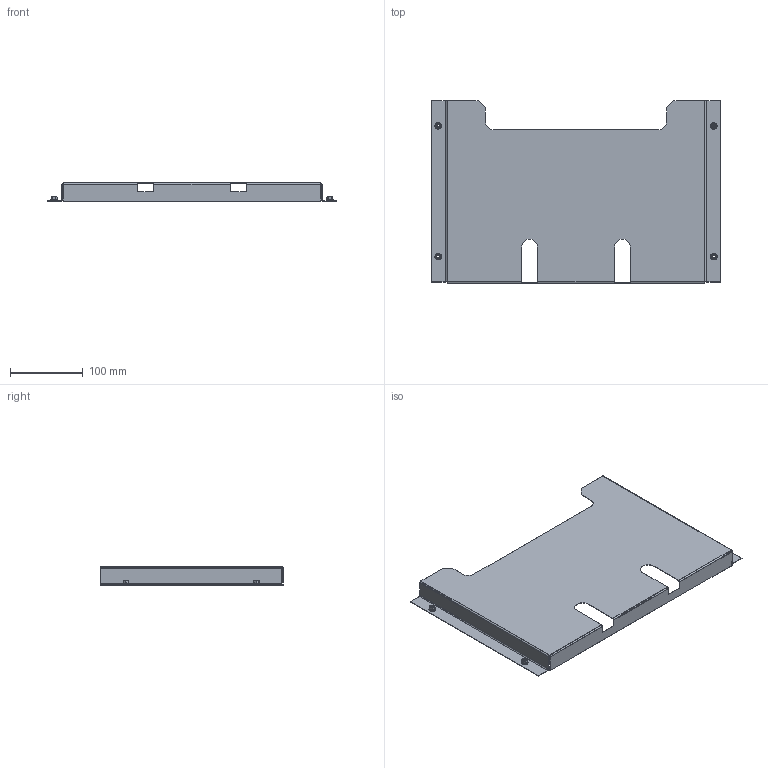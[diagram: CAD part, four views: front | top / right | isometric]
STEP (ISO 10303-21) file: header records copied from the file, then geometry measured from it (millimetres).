
FILE_DESCRIPTION (( 'STEP AP214' ), '1' );
FILE_NAME ('ADPM600 Êàðìàí äëÿ äîêóìåíòàöèè.step', '2020-11-05T13:36:15', ( '' ), ( '' ), 'SwSTEP 2.0', 'SolidWorks 2019', '' );
FILE_SCHEMA (( 'AUTOMOTIVE_DESIGN' ));
Length unit declared in the file: millimetre
Products named in the file (5): ﾘ琺矜 65ﾃ 019 ﾃﾎﾑﾒ 6402-70_4; Ãàéêà ÃÎÑÒ 5927-70_4.6G.5; ADPM600 Êàðìàí äëÿ äîêóìåíòàöèè; ﾘ琺矜 01.019 ﾃﾎﾑﾒ11371-78_4; AVT001.00.04.01 Êàðìàí äîêóìåíòîâ_èçâ0026_02.19_00
Assembly tree (13 placements, depth 2):
  ADPM600 Êàðìàí äëÿ äîêóìåíòàöèè
    AVT001.00.04.01 Êàðìàí äîêóìåíòîâ_èçâ0026_02.19_00
    ﾘ琺矜 01.019 ﾃﾎﾑﾒ11371-78_4  x4
    ﾘ琺矜 65ﾃ 019 ﾃﾎﾑﾒ 6402-70_4  x4
    Ãàéêà ÃÎÑÒ 5927-70_4.6G.5  x4
Bounding box: 397 x 252 x 25 mm (x, y, z)
Volume: 75205.2 mm3; surface area: 215891 mm2
Topology: 13 solids, 13 shells, 210 faces, 492 edges, 304 vertices
Faces by surface type: plane 120, cylinder 58, cone 32
Entity records: 3676 total; most frequent: CARTESIAN_POINT 688, DIRECTION 590, ORIENTED_EDGE 564, EDGE_CURVE 282, VECTOR 202, LINE 202, AXIS2_PLACEMENT_3D 194, VERTEX_POINT 172
